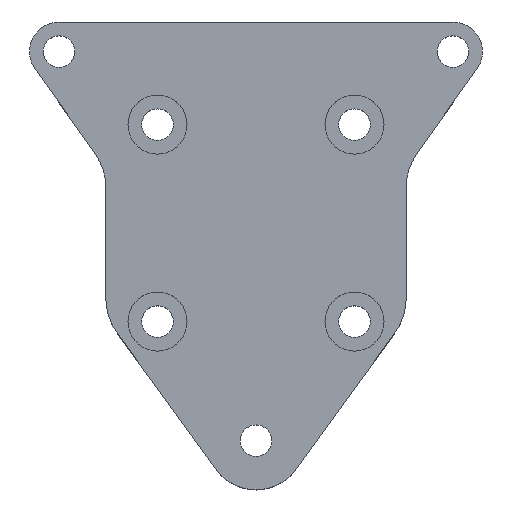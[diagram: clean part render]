
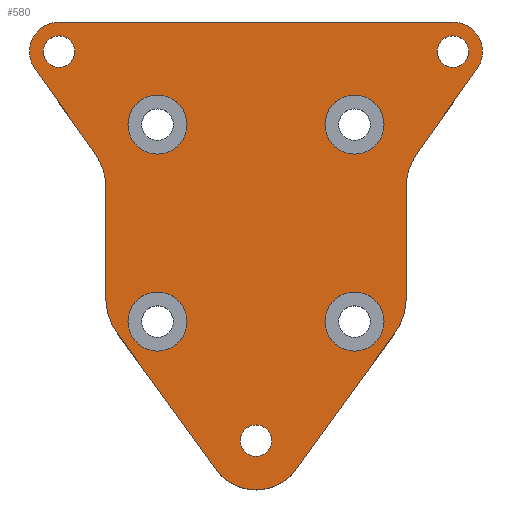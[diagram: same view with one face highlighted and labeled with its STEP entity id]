
A CAD part, top view. The second image highlights one B-rep face of the part: STEP entity #580.
In plain terms, the highlighted planar face has unit normal (0, 0, 1).
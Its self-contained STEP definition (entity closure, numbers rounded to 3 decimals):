
#22=FACE_BOUND('',#96,.T.);
#23=FACE_BOUND('',#97,.T.);
#24=FACE_BOUND('',#98,.T.);
#25=FACE_BOUND('',#99,.T.);
#26=FACE_BOUND('',#100,.T.);
#27=FACE_BOUND('',#101,.T.);
#28=FACE_BOUND('',#102,.T.);
#38=PLANE('',#643);
#55=FACE_OUTER_BOUND('',#95,.T.);
#95=EDGE_LOOP('',(#440,#441,#442,#443,#444,#445,#446,#447,#448,#449,#450,
#451,#452,#453,#454,#455));
#96=EDGE_LOOP('',(#456));
#97=EDGE_LOOP('',(#457));
#98=EDGE_LOOP('',(#458));
#99=EDGE_LOOP('',(#459));
#100=EDGE_LOOP('',(#460));
#101=EDGE_LOOP('',(#461));
#102=EDGE_LOOP('',(#462));
#136=LINE('',#889,#181);
#147=LINE('',#940,#192);
#150=LINE('',#945,#195);
#151=LINE('',#948,#196);
#153=LINE('',#954,#198);
#154=LINE('',#958,#199);
#155=LINE('',#962,#200);
#156=LINE('',#965,#201);
#157=LINE('',#968,#202);
#181=VECTOR('',#703,10.);
#192=VECTOR('',#748,10.);
#195=VECTOR('',#753,10.);
#196=VECTOR('',#756,10.);
#198=VECTOR('',#762,10.);
#199=VECTOR('',#765,10.);
#200=VECTOR('',#768,10.);
#201=VECTOR('',#771,10.);
#202=VECTOR('',#774,10.);
#223=CIRCLE('',#622,6.);
#237=CIRCLE('',#639,6.);
#238=CIRCLE('',#644,6.);
#239=CIRCLE('',#645,3.);
#240=CIRCLE('',#646,3.);
#241=CIRCLE('',#647,6.);
#242=CIRCLE('',#648,5.);
#243=CIRCLE('',#649,1.6);
#244=CIRCLE('',#650,1.6);
#245=CIRCLE('',#651,1.6);
#246=CIRCLE('',#652,3.);
#247=CIRCLE('',#653,3.);
#248=CIRCLE('',#654,3.);
#249=CIRCLE('',#655,3.);
#260=VERTEX_POINT('',#879);
#261=VERTEX_POINT('',#881);
#263=VERTEX_POINT('',#887);
#284=VERTEX_POINT('',#933);
#285=VERTEX_POINT('',#934);
#286=VERTEX_POINT('',#939);
#287=VERTEX_POINT('',#943);
#288=VERTEX_POINT('',#947);
#289=VERTEX_POINT('',#951);
#290=VERTEX_POINT('',#953);
#291=VERTEX_POINT('',#955);
#292=VERTEX_POINT('',#957);
#293=VERTEX_POINT('',#959);
#294=VERTEX_POINT('',#961);
#295=VERTEX_POINT('',#964);
#296=VERTEX_POINT('',#966);
#297=VERTEX_POINT('',#969);
#298=VERTEX_POINT('',#971);
#299=VERTEX_POINT('',#973);
#300=VERTEX_POINT('',#975);
#301=VERTEX_POINT('',#977);
#302=VERTEX_POINT('',#979);
#303=VERTEX_POINT('',#981);
#314=EDGE_CURVE('',#260,#261,#223,.T.);
#318=EDGE_CURVE('',#260,#263,#136,.T.);
#340=EDGE_CURVE('',#284,#285,#237,.T.);
#343=EDGE_CURVE('',#286,#285,#147,.T.);
#346=EDGE_CURVE('',#284,#287,#150,.T.);
#347=EDGE_CURVE('',#288,#261,#151,.T.);
#349=EDGE_CURVE('',#289,#263,#238,.T.);
#350=EDGE_CURVE('',#289,#290,#153,.T.);
#351=EDGE_CURVE('',#290,#291,#239,.T.);
#352=EDGE_CURVE('',#291,#292,#154,.T.);
#353=EDGE_CURVE('',#292,#293,#240,.T.);
#354=EDGE_CURVE('',#293,#294,#155,.T.);
#355=EDGE_CURVE('',#286,#294,#241,.T.);
#356=EDGE_CURVE('',#287,#295,#156,.T.);
#357=EDGE_CURVE('',#295,#296,#242,.T.);
#358=EDGE_CURVE('',#296,#288,#157,.T.);
#359=EDGE_CURVE('',#297,#297,#243,.T.);
#360=EDGE_CURVE('',#298,#298,#244,.T.);
#361=EDGE_CURVE('',#299,#299,#245,.T.);
#362=EDGE_CURVE('',#300,#300,#246,.T.);
#363=EDGE_CURVE('',#301,#301,#247,.T.);
#364=EDGE_CURVE('',#302,#302,#248,.T.);
#365=EDGE_CURVE('',#303,#303,#249,.T.);
#440=ORIENTED_EDGE('',*,*,#314,.F.);
#441=ORIENTED_EDGE('',*,*,#318,.T.);
#442=ORIENTED_EDGE('',*,*,#349,.F.);
#443=ORIENTED_EDGE('',*,*,#350,.T.);
#444=ORIENTED_EDGE('',*,*,#351,.T.);
#445=ORIENTED_EDGE('',*,*,#352,.T.);
#446=ORIENTED_EDGE('',*,*,#353,.T.);
#447=ORIENTED_EDGE('',*,*,#354,.T.);
#448=ORIENTED_EDGE('',*,*,#355,.F.);
#449=ORIENTED_EDGE('',*,*,#343,.T.);
#450=ORIENTED_EDGE('',*,*,#340,.F.);
#451=ORIENTED_EDGE('',*,*,#346,.T.);
#452=ORIENTED_EDGE('',*,*,#356,.T.);
#453=ORIENTED_EDGE('',*,*,#357,.T.);
#454=ORIENTED_EDGE('',*,*,#358,.T.);
#455=ORIENTED_EDGE('',*,*,#347,.T.);
#456=ORIENTED_EDGE('',*,*,#359,.T.);
#457=ORIENTED_EDGE('',*,*,#360,.T.);
#458=ORIENTED_EDGE('',*,*,#361,.T.);
#459=ORIENTED_EDGE('',*,*,#362,.T.);
#460=ORIENTED_EDGE('',*,*,#363,.T.);
#461=ORIENTED_EDGE('',*,*,#364,.T.);
#462=ORIENTED_EDGE('',*,*,#365,.T.);
#580=ADVANCED_FACE('',(#55,#22,#23,#24,#25,#26,#27,#28),#38,.T.);
#622=AXIS2_PLACEMENT_3D('',#882,#696,#697);
#639=AXIS2_PLACEMENT_3D('',#935,#742,#743);
#643=AXIS2_PLACEMENT_3D('',#950,#758,#759);
#644=AXIS2_PLACEMENT_3D('',#952,#760,#761);
#645=AXIS2_PLACEMENT_3D('',#956,#763,#764);
#646=AXIS2_PLACEMENT_3D('',#960,#766,#767);
#647=AXIS2_PLACEMENT_3D('',#963,#769,#770);
#648=AXIS2_PLACEMENT_3D('',#967,#772,#773);
#649=AXIS2_PLACEMENT_3D('',#970,#775,#776);
#650=AXIS2_PLACEMENT_3D('',#972,#777,#778);
#651=AXIS2_PLACEMENT_3D('',#974,#779,#780);
#652=AXIS2_PLACEMENT_3D('',#976,#781,#782);
#653=AXIS2_PLACEMENT_3D('',#978,#783,#784);
#654=AXIS2_PLACEMENT_3D('',#980,#785,#786);
#655=AXIS2_PLACEMENT_3D('',#982,#787,#788);
#696=DIRECTION('center_axis',(0.,0.,
-1.));
#697=DIRECTION('ref_axis',(0.951,-0.308,0.));
#703=DIRECTION('',(0.,1.,0.));
#742=DIRECTION('center_axis',(0.,0.,
-1.));
#743=DIRECTION('ref_axis',(-0.951,-0.308,0.));
#748=DIRECTION('',(0.,-1.,0.));
#753=DIRECTION('',(0.587,-0.81,0.));
#756=DIRECTION('',(0.587,0.81,0.));
#758=DIRECTION('center_axis',(0.,0.,
1.));
#759=DIRECTION('ref_axis',(-1.,0.,0.));
#760=DIRECTION('center_axis',(0.,0.,
1.));
#761=DIRECTION('ref_axis',(-0.953,0.303,0.));
#762=DIRECTION('',(0.578,0.816,0.));
#763=DIRECTION('center_axis',(0.,0.,
1.));
#764=DIRECTION('ref_axis',(-1.,0.,0.));
#765=DIRECTION('',(-1.,0.,0.));
#766=DIRECTION('center_axis',(0.,0.,
1.));
#767=DIRECTION('ref_axis',(-1.,0.,0.));
#768=DIRECTION('',(0.578,-0.816,0.));
#769=DIRECTION('center_axis',(0.,0.,
1.));
#770=DIRECTION('ref_axis',(0.953,0.303,0.));
#771=DIRECTION('',(0.697,-0.717,0.));
#772=DIRECTION('center_axis',(0.,0.,
1.));
#773=DIRECTION('ref_axis',(-1.,0.,0.));
#774=DIRECTION('',(0.697,0.717,0.));
#775=DIRECTION('center_axis',(0.,0.,
-1.));
#776=DIRECTION('ref_axis',(-1.,0.,0.));
#777=DIRECTION('center_axis',(0.,0.,
-1.));
#778=DIRECTION('ref_axis',(-1.,0.,0.));
#779=DIRECTION('center_axis',(0.,0.,
-1.));
#780=DIRECTION('ref_axis',(-1.,0.,0.));
#781=DIRECTION('center_axis',(0.,0.,
-1.));
#782=DIRECTION('ref_axis',(-1.,0.,0.));
#783=DIRECTION('center_axis',(0.,0.,
-1.));
#784=DIRECTION('ref_axis',(-1.,0.,0.));
#785=DIRECTION('center_axis',(0.,0.,
-1.));
#786=DIRECTION('ref_axis',(-1.,0.,0.));
#787=DIRECTION('center_axis',(0.,0.,
-1.));
#788=DIRECTION('ref_axis',(-1.,0.,0.));
#879=CARTESIAN_POINT('',(112.671,35.753,62.859));
#881=CARTESIAN_POINT('',(111.53,32.232,62.859));
#882=CARTESIAN_POINT('Origin',(106.671,35.753,62.859));
#887=CARTESIAN_POINT('',(112.671,46.998,62.859));
#889=CARTESIAN_POINT('',(112.671,48.909,62.859));
#933=CARTESIAN_POINT('',(83.318,32.232,62.859));
#934=CARTESIAN_POINT('',(82.176,35.753,62.859));
#935=CARTESIAN_POINT('Origin',(88.176,35.753,62.859));
#939=CARTESIAN_POINT('',(82.176,46.998,62.859));
#940=CARTESIAN_POINT('',(82.176,48.909,62.859));
#943=CARTESIAN_POINT('',(93.586,18.065,62.859));
#945=CARTESIAN_POINT('',(88.292,25.369,62.859));
#947=CARTESIAN_POINT('',(101.261,18.065,62.859));
#948=CARTESIAN_POINT('',(111.389,32.039,62.859));
#950=CARTESIAN_POINT('Origin',(94.894,41.296,62.859));
#951=CARTESIAN_POINT('',(113.777,50.468,62.859));
#952=CARTESIAN_POINT('Origin',(118.671,46.998,62.859));
#953=CARTESIAN_POINT('',(119.871,59.065,62.859));
#954=CARTESIAN_POINT('',(102.424,34.453,62.859));
#955=CARTESIAN_POINT('',(117.424,63.8,62.859));
#956=CARTESIAN_POINT('Origin',(117.424,60.8,62.859));
#957=CARTESIAN_POINT('',(77.424,63.8,62.859));
#958=CARTESIAN_POINT('',(77.424,63.8,62.859));
#959=CARTESIAN_POINT('',(74.976,59.065,62.859));
#960=CARTESIAN_POINT('Origin',(77.424,60.8,62.859));
#961=CARTESIAN_POINT('',(81.071,50.468,62.859));
#962=CARTESIAN_POINT('',(92.424,34.453,62.859));
#963=CARTESIAN_POINT('Origin',(76.176,46.998,62.859));
#964=CARTESIAN_POINT('',(93.837,17.807,62.859));
#965=CARTESIAN_POINT('',(82.176,29.814,62.859));
#966=CARTESIAN_POINT('',(101.01,17.807,62.859));
#967=CARTESIAN_POINT('Origin',(97.424,21.29,62.859));
#968=CARTESIAN_POINT('',(112.671,29.814,62.859));
#969=CARTESIAN_POINT('',(79.024,60.8,62.859));
#970=CARTESIAN_POINT('Origin',(77.424,60.8,62.859));
#971=CARTESIAN_POINT('',(99.024,21.29,62.859));
#972=CARTESIAN_POINT('Origin',(97.424,21.29,62.859));
#973=CARTESIAN_POINT('',(119.024,60.8,62.859));
#974=CARTESIAN_POINT('Origin',(117.424,60.8,62.859));
#975=CARTESIAN_POINT('',(90.424,33.383,62.859));
#976=CARTESIAN_POINT('Origin',(87.424,33.383,62.859));
#977=CARTESIAN_POINT('',(90.424,53.383,62.859));
#978=CARTESIAN_POINT('Origin',(87.424,53.383,62.859));
#979=CARTESIAN_POINT('',(110.424,33.383,62.859));
#980=CARTESIAN_POINT('Origin',(107.424,33.383,62.859));
#981=CARTESIAN_POINT('',(110.424,53.383,62.859));
#982=CARTESIAN_POINT('Origin',(107.424,53.383,62.859));
